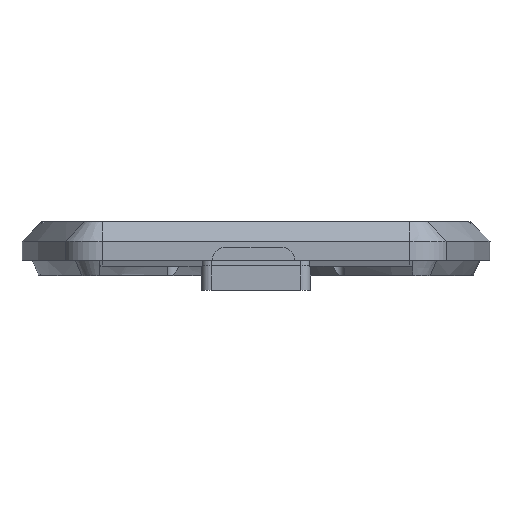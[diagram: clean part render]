
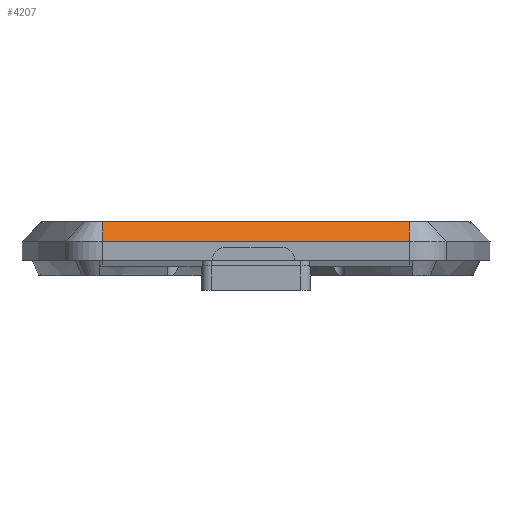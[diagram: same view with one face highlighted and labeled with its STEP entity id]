
A CAD part, front view. The second image highlights one B-rep face of the part: STEP entity #4207.
In plain terms, the highlighted planar face has unit normal (0, -0.707, 0.707).
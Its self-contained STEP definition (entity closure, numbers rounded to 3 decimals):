
#62 = VERTEX_POINT('',#63);
#63 = CARTESIAN_POINT('',(15.665,-1.3,4.5));
#77 = PLANE('',#78);
#78 = AXIS2_PLACEMENT_3D('',#79,#80,#81);
#79 = CARTESIAN_POINT('',(15.665,-1.3,-6.5));
#80 = DIRECTION('',(0.,-1.,0.));
#81 = DIRECTION('',(-1.,0.,0.));
#106 = CONICAL_SURFACE('',#107,4.,0.785);
#107 = AXIS2_PLACEMENT_3D('',#108,#109,#110);
#108 = CARTESIAN_POINT('',(15.665,2.7,4.5));
#109 = DIRECTION('',(-0.,-0.,-1.));
#110 = DIRECTION('',(0.933,-0.36,0.));
#1026 = EDGE_CURVE('',#62,#1027,#1029,.T.);
#1027 = VERTEX_POINT('',#1028);
#1028 = CARTESIAN_POINT('',(15.665,0.7,6.5));
#1029 = SURFACE_CURVE('',#1030,(#1034,#1041),.PCURVE_S1.);
#1030 = LINE('',#1031,#1032);
#1031 = CARTESIAN_POINT('',(15.665,-0.3,5.5));
#1032 = VECTOR('',#1033,1.);
#1033 = DIRECTION('',(0.,0.707,0.707));
#1034 = PCURVE('',#106,#1035);
#1035 = DEFINITIONAL_REPRESENTATION('',(#1036),#1040);
#1036 = LINE('',#1037,#1038);
#1037 = CARTESIAN_POINT('',(1.203,-1.));
#1038 = VECTOR('',#1039,1.);
#1039 = DIRECTION('',(0.,-1.));
#1040 = ( GEOMETRIC_REPRESENTATION_CONTEXT(2) 
PARAMETRIC_REPRESENTATION_CONTEXT() REPRESENTATION_CONTEXT('2D SPACE',''
  ) );
#1041 = PCURVE('',#1042,#1047);
#1042 = PLANE('',#1043);
#1043 = AXIS2_PLACEMENT_3D('',#1044,#1045,#1046);
#1044 = CARTESIAN_POINT('',(15.665,-0.3,5.5));
#1045 = DIRECTION('',(0.,-0.707,0.707));
#1046 = DIRECTION('',(1.,0.,0.));
#1047 = DEFINITIONAL_REPRESENTATION('',(#1048),#1052);
#1048 = LINE('',#1049,#1050);
#1049 = CARTESIAN_POINT('',(-0.,0.));
#1050 = VECTOR('',#1051,1.);
#1051 = DIRECTION('',(-0.,1.));
#1052 = ( GEOMETRIC_REPRESENTATION_CONTEXT(2) 
PARAMETRIC_REPRESENTATION_CONTEXT() REPRESENTATION_CONTEXT('2D SPACE',''
  ) );
#1069 = PLANE('',#1070);
#1070 = AXIS2_PLACEMENT_3D('',#1071,#1072,#1073);
#1071 = CARTESIAN_POINT('',(0.,32.763,6.5));
#1072 = DIRECTION('',(0.,0.,1.));
#1073 = DIRECTION('',(1.,0.,0.));
#1090 = EDGE_CURVE('',#62,#1091,#1093,.T.);
#1091 = VERTEX_POINT('',#1092);
#1092 = CARTESIAN_POINT('',(-15.665,-1.3,4.5));
#1093 = SURFACE_CURVE('',#1094,(#1098,#1105),.PCURVE_S1.);
#1094 = LINE('',#1095,#1096);
#1095 = CARTESIAN_POINT('',(15.665,-1.3,4.5));
#1096 = VECTOR('',#1097,1.);
#1097 = DIRECTION('',(-1.,0.,0.));
#1098 = PCURVE('',#77,#1099);
#1099 = DEFINITIONAL_REPRESENTATION('',(#1100),#1104);
#1100 = LINE('',#1101,#1102);
#1101 = CARTESIAN_POINT('',(0.,-11.));
#1102 = VECTOR('',#1103,1.);
#1103 = DIRECTION('',(1.,0.));
#1104 = ( GEOMETRIC_REPRESENTATION_CONTEXT(2) 
PARAMETRIC_REPRESENTATION_CONTEXT() REPRESENTATION_CONTEXT('2D SPACE',''
  ) );
#1105 = PCURVE('',#1042,#1106);
#1106 = DEFINITIONAL_REPRESENTATION('',(#1107),#1111);
#1107 = LINE('',#1108,#1109);
#1108 = CARTESIAN_POINT('',(-0.,-1.414));
#1109 = VECTOR('',#1110,1.);
#1110 = DIRECTION('',(-1.,0.));
#1111 = ( GEOMETRIC_REPRESENTATION_CONTEXT(2) 
PARAMETRIC_REPRESENTATION_CONTEXT() REPRESENTATION_CONTEXT('2D SPACE',''
  ) );
#2271 = CONICAL_SURFACE('',#2272,4.,0.785);
#2272 = AXIS2_PLACEMENT_3D('',#2273,#2274,#2275);
#2273 = CARTESIAN_POINT('',(-15.665,2.7,4.5));
#2274 = DIRECTION('',(-0.,-0.,-1.));
#2275 = DIRECTION('',(0.,-1.,0.));
#2550 = EDGE_CURVE('',#1027,#2551,#2553,.T.);
#2551 = VERTEX_POINT('',#2552);
#2552 = CARTESIAN_POINT('',(-15.665,0.7,6.5));
#2553 = SURFACE_CURVE('',#2554,(#2558,#2565),.PCURVE_S1.);
#2554 = LINE('',#2555,#2556);
#2555 = CARTESIAN_POINT('',(15.665,0.7,6.5));
#2556 = VECTOR('',#2557,1.);
#2557 = DIRECTION('',(-1.,0.,0.));
#2558 = PCURVE('',#1069,#2559);
#2559 = DEFINITIONAL_REPRESENTATION('',(#2560),#2564);
#2560 = LINE('',#2561,#2562);
#2561 = CARTESIAN_POINT('',(15.665,-32.063));
#2562 = VECTOR('',#2563,1.);
#2563 = DIRECTION('',(-1.,0.));
#2564 = ( GEOMETRIC_REPRESENTATION_CONTEXT(2) 
PARAMETRIC_REPRESENTATION_CONTEXT() REPRESENTATION_CONTEXT('2D SPACE',''
  ) );
#2565 = PCURVE('',#1042,#2566);
#2566 = DEFINITIONAL_REPRESENTATION('',(#2567),#2571);
#2567 = LINE('',#2568,#2569);
#2568 = CARTESIAN_POINT('',(-0.,1.414));
#2569 = VECTOR('',#2570,1.);
#2570 = DIRECTION('',(-1.,0.));
#2571 = ( GEOMETRIC_REPRESENTATION_CONTEXT(2) 
PARAMETRIC_REPRESENTATION_CONTEXT() REPRESENTATION_CONTEXT('2D SPACE',''
  ) );
#4207 = ADVANCED_FACE('',(#4208),#1042,.T.);
#4208 = FACE_BOUND('',#4209,.F.);
#4209 = EDGE_LOOP('',(#4210,#4211,#4212,#4233));
#4210 = ORIENTED_EDGE('',*,*,#1026,.F.);
#4211 = ORIENTED_EDGE('',*,*,#1090,.T.);
#4212 = ORIENTED_EDGE('',*,*,#4213,.T.);
#4213 = EDGE_CURVE('',#1091,#2551,#4214,.T.);
#4214 = SURFACE_CURVE('',#4215,(#4219,#4226),.PCURVE_S1.);
#4215 = LINE('',#4216,#4217);
#4216 = CARTESIAN_POINT('',(-15.665,-0.3,5.5));
#4217 = VECTOR('',#4218,1.);
#4218 = DIRECTION('',(0.,0.707,0.707));
#4219 = PCURVE('',#1042,#4220);
#4220 = DEFINITIONAL_REPRESENTATION('',(#4221),#4225);
#4221 = LINE('',#4222,#4223);
#4222 = CARTESIAN_POINT('',(-31.329,0.));
#4223 = VECTOR('',#4224,1.);
#4224 = DIRECTION('',(-0.,1.));
#4225 = ( GEOMETRIC_REPRESENTATION_CONTEXT(2) 
PARAMETRIC_REPRESENTATION_CONTEXT() REPRESENTATION_CONTEXT('2D SPACE',''
  ) );
#4226 = PCURVE('',#2271,#4227);
#4227 = DEFINITIONAL_REPRESENTATION('',(#4228),#4232);
#4228 = LINE('',#4229,#4230);
#4229 = CARTESIAN_POINT('',(0.,-1.));
#4230 = VECTOR('',#4231,1.);
#4231 = DIRECTION('',(0.,-1.));
#4232 = ( GEOMETRIC_REPRESENTATION_CONTEXT(2) 
PARAMETRIC_REPRESENTATION_CONTEXT() REPRESENTATION_CONTEXT('2D SPACE',''
  ) );
#4233 = ORIENTED_EDGE('',*,*,#2550,.F.);
